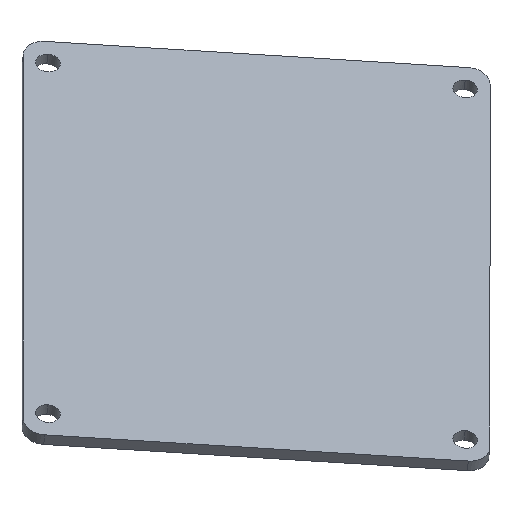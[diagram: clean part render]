
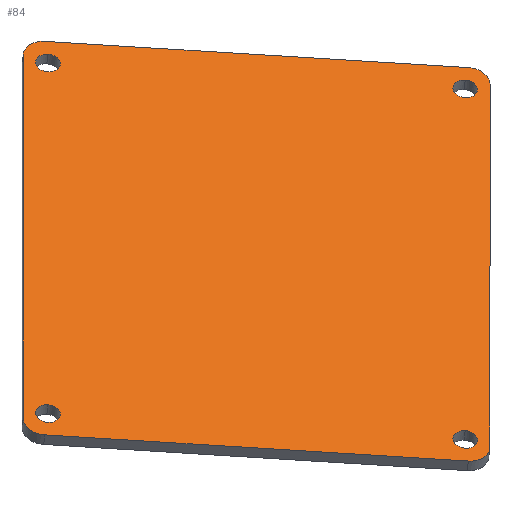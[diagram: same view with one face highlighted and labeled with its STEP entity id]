
A CAD part, left-side view. The second image highlights one B-rep face of the part: STEP entity #84.
In plain terms, the highlighted planar face has unit normal (-0.704, -0.087, 0.704).
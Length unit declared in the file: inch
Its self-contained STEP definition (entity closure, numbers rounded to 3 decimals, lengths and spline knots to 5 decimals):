
#1 = EDGE_CURVE ( 'NONE', #114, #76, #521, .T. ) ;
#12 = VERTEX_POINT ( 'NONE', #584 ) ;
#21 = EDGE_CURVE ( 'NONE', #61, #150, #548, .T. ) ;
#26 = VERTEX_POINT ( 'NONE', #378 ) ;
#27 = EDGE_CURVE ( 'NONE', #76, #114, #631, .T. ) ;
#34 = EDGE_LOOP ( 'NONE', ( #187, #188 ) ) ;
#35 = AXIS2_PLACEMENT_3D ( 'NONE', #230, #213, #232 ) ;
#41 = VERTEX_POINT ( 'NONE', #415 ) ;
#58 = CARTESIAN_POINT ( 'NONE',  ( 2.64576, 1.88045, -0.70818 ) ) ;
#61 = VERTEX_POINT ( 'NONE', #570 ) ;
#76 = VERTEX_POINT ( 'NONE', #623 ) ;
#84 = ADVANCED_FACE ( 'NONE', ( #491, #618, #622, #469, #468 ), #654, .T. ) ;
#99 = VERTEX_POINT ( 'NONE', #58 ) ;
#114 = VERTEX_POINT ( 'NONE', #133 ) ;
#133 = CARTESIAN_POINT ( 'NONE',  ( 1.03111, 1.88045, -2.32283 ) ) ;
#143 = EDGE_CURVE ( 'NONE', #12, #352, #366, .T. ) ;
#146 = AXIS2_PLACEMENT_3D ( 'NONE', #350, #351, #345 ) ;
#148 = CIRCLE ( 'NONE', #297, 0.1 ) ;
#149 = CIRCLE ( 'NONE', #466, 0.05709 ) ;
#150 = VERTEX_POINT ( 'NONE', #151 ) ;
#151 = CARTESIAN_POINT ( 'NONE',  ( 2.70494, 1.86612, -0.65077 ) ) ;
#155 = DIRECTION ( 'NONE',  ( -0.707, 0., -0.707 ) ) ;
#161 = CARTESIAN_POINT ( 'NONE',  ( 2.48651, 3.80224, -0.62965 ) ) ;
#167 = CARTESIAN_POINT ( 'NONE',  ( 0.83686, 3.91619, -2.2652 ) ) ;
#168 = DIRECTION ( 'NONE',  ( 0.704, 0.087, -0.704 ) ) ;
#169 = EDGE_CURVE ( 'NONE', #99, #233, #551, .T. ) ;
#181 = EDGE_LOOP ( 'NONE', ( #200, #205 ) ) ;
#182 = CARTESIAN_POINT ( 'NONE',  ( 2.6054, 1.88045, -0.74854 ) ) ;
#183 = ORIENTED_EDGE ( 'NONE', *, *, #27, .T. ) ;
#184 = DIRECTION ( 'NONE',  ( 0.704, 0.087, -0.704 ) ) ;
#186 = ORIENTED_EDGE ( 'NONE', *, *, #1, .T. ) ;
#187 = ORIENTED_EDGE ( 'NONE', *, *, #673, .T. ) ;
#188 = ORIENTED_EDGE ( 'NONE', *, *, #169, .T. ) ;
#191 = AXIS2_PLACEMENT_3D ( 'NONE', #308, #473, #353 ) ;
#192 = ORIENTED_EDGE ( 'NONE', *, *, #143, .T. ) ;
#193 = CIRCLE ( 'NONE', #512, 0.05709 ) ;
#194 = CARTESIAN_POINT ( 'NONE',  ( 0.83686, 3.91619, -2.2652 ) ) ;
#196 = DIRECTION ( 'NONE',  ( -0.707, 0., -0.707 ) ) ;
#197 = ORIENTED_EDGE ( 'NONE', *, *, #217, .T. ) ;
#199 = AXIS2_PLACEMENT_3D ( 'NONE', #396, #400, #401 ) ;
#200 = ORIENTED_EDGE ( 'NONE', *, *, #669, .T. ) ;
#205 = ORIENTED_EDGE ( 'NONE', *, *, #429, .T. ) ;
#208 = CARTESIAN_POINT ( 'NONE',  ( 2.56503, 1.88045, -0.78891 ) ) ;
#211 = ORIENTED_EDGE ( 'NONE', *, *, #621, .F. ) ;
#212 = ORIENTED_EDGE ( 'NONE', *, *, #509, .F. ) ;
#213 = DIRECTION ( 'NONE',  ( 0.704, 0.087, -0.704 ) ) ;
#216 = VERTEX_POINT ( 'NONE', #194 ) ;
#217 = EDGE_CURVE ( 'NONE', #352, #12, #418, .T. ) ;
#218 = CIRCLE ( 'NONE', #339, 0.1 ) ;
#224 = EDGE_LOOP ( 'NONE', ( #183, #186 ) ) ;
#227 = VECTOR ( 'NONE', #482, 39.37008 ) ;
#229 = LINE ( 'NONE', #474, #227 ) ;
#230 = CARTESIAN_POINT ( 'NONE',  ( 2.48651, 3.80224, -0.62965 ) ) ;
#232 = DIRECTION ( 'NONE',  ( -0.707, 0., -0.707 ) ) ;
#233 = VERTEX_POINT ( 'NONE', #208 ) ;
#234 = EDGE_LOOP ( 'NONE', ( #212, #211, #245, #251, #255, #256, #236, #243 ) ) ;
#236 = ORIENTED_EDGE ( 'NONE', *, *, #641, .F. ) ;
#243 = ORIENTED_EDGE ( 'NONE', *, *, #634, .F. ) ;
#244 = DIRECTION ( 'NONE',  ( 0.707, 0., 0.707 ) ) ;
#245 = ORIENTED_EDGE ( 'NONE', *, *, #604, .F. ) ;
#249 = EDGE_CURVE ( 'NONE', #216, #304, #406, .T. ) ;
#250 = CARTESIAN_POINT ( 'NONE',  ( 0.89298, 1.86612, -2.46273 ) ) ;
#251 = ORIENTED_EDGE ( 'NONE', *, *, #21, .F. ) ;
#252 = AXIS2_PLACEMENT_3D ( 'NONE', #391, #394, #398 ) ;
#255 = ORIENTED_EDGE ( 'NONE', *, *, #646, .F. ) ;
#256 = ORIENTED_EDGE ( 'NONE', *, *, #249, .F. ) ;
#265 = EDGE_LOOP ( 'NONE', ( #192, #197 ) ) ;
#273 = CARTESIAN_POINT ( 'NONE',  ( 0.83149, 3.80224, -2.28467 ) ) ;
#274 = VECTOR ( 'NONE', #419, 39.37008 ) ;
#286 = CARTESIAN_POINT ( 'NONE',  ( 2.52687, 3.80224, -0.58929 ) ) ;
#291 = VERTEX_POINT ( 'NONE', #250 ) ;
#297 = AXIS2_PLACEMENT_3D ( 'NONE', #459, #439, #447 ) ;
#298 = LINE ( 'NONE', #453, #274 ) ;
#304 = VERTEX_POINT ( 'NONE', #319 ) ;
#305 = CIRCLE ( 'NONE', #425, 0.1 ) ;
#307 = VERTEX_POINT ( 'NONE', #273 ) ;
#308 = CARTESIAN_POINT ( 'NONE',  ( 0.99075, 1.88045, -2.36319 ) ) ;
#311 = AXIS2_PLACEMENT_3D ( 'NONE', #656, #668, #670 ) ;
#319 = CARTESIAN_POINT ( 'NONE',  ( 2.5074, 3.91619, -0.59466 ) ) ;
#339 = AXIS2_PLACEMENT_3D ( 'NONE', #492, #506, #510 ) ;
#345 = DIRECTION ( 'NONE',  ( -0.707, 0., -0.707 ) ) ;
#350 = CARTESIAN_POINT ( 'NONE',  ( 0.87186, 3.80224, -2.2443 ) ) ;
#351 = DIRECTION ( 'NONE',  ( 0.704, 0.087, -0.704 ) ) ;
#352 = VERTEX_POINT ( 'NONE', #286 ) ;
#353 = DIRECTION ( 'NONE',  ( -0.707, 0., -0.707 ) ) ;
#358 = AXIS2_PLACEMENT_3D ( 'NONE', #182, #184, #196 ) ;
#364 = CARTESIAN_POINT ( 'NONE',  ( 2.58428, 3.81657, -0.53011 ) ) ;
#366 = CIRCLE ( 'NONE', #611, 0.05709 ) ;
#368 = DIRECTION ( 'NONE',  ( 0.062, -0.996, -0.062 ) ) ;
#378 = CARTESIAN_POINT ( 'NONE',  ( 0.91222, 3.80224, -2.20394 ) ) ;
#391 = CARTESIAN_POINT ( 'NONE',  ( 0.99075, 1.88045, -2.36319 ) ) ;
#394 = DIRECTION ( 'NONE',  ( 0.704, 0.087, -0.704 ) ) ;
#396 = CARTESIAN_POINT ( 'NONE',  ( 0.96369, 1.86612, -2.39202 ) ) ;
#398 = DIRECTION ( 'NONE',  ( -0.707, 0., -0.707 ) ) ;
#400 = DIRECTION ( 'NONE',  ( 0.704, 0.087, -0.704 ) ) ;
#401 = DIRECTION ( 'NONE',  ( 0.707, 0., 0.707 ) ) ;
#402 = VECTOR ( 'NONE', #244, 39.37008 ) ;
#406 = LINE ( 'NONE', #167, #402 ) ;
#411 = CIRCLE ( 'NONE', #146, 0.05709 ) ;
#413 = CARTESIAN_POINT ( 'NONE',  ( 0.77231, 3.81657, -2.34207 ) ) ;
#415 = CARTESIAN_POINT ( 'NONE',  ( 0.96985, 1.76651, -2.39819 ) ) ;
#418 = CIRCLE ( 'NONE', #35, 0.05709 ) ;
#419 = DIRECTION ( 'NONE',  ( -0.707, 0., -0.707 ) ) ;
#425 = AXIS2_PLACEMENT_3D ( 'NONE', #531, #518, #532 ) ;
#429 = EDGE_CURVE ( 'NONE', #26, #307, #411, .T. ) ;
#439 = DIRECTION ( 'NONE',  ( 0.704, 0.087, -0.704 ) ) ;
#447 = DIRECTION ( 'NONE',  ( 0.707, 0., 0.707 ) ) ;
#453 = CARTESIAN_POINT ( 'NONE',  ( 0.96985, 1.76651, -2.39819 ) ) ;
#459 = CARTESIAN_POINT ( 'NONE',  ( 2.63423, 1.86612, -0.72148 ) ) ;
#466 = AXIS2_PLACEMENT_3D ( 'NONE', #554, #542, #555 ) ;
#468 = FACE_OUTER_BOUND ( 'NONE', #234, .T. ) ;
#469 = FACE_BOUND ( 'NONE', #181, .T. ) ;
#473 = DIRECTION ( 'NONE',  ( 0.704, 0.087, -0.704 ) ) ;
#474 = CARTESIAN_POINT ( 'NONE',  ( 0.77231, 3.81657, -2.34207 ) ) ;
#482 = DIRECTION ( 'NONE',  ( -0.062, 0.996, 0.062 ) ) ;
#491 = FACE_BOUND ( 'NONE', #224, .T. ) ;
#492 = CARTESIAN_POINT ( 'NONE',  ( 0.84303, 3.81657, -2.27136 ) ) ;
#506 = DIRECTION ( 'NONE',  ( 0.704, 0.087, -0.704 ) ) ;
#509 = EDGE_CURVE ( 'NONE', #41, #291, #567, .T. ) ;
#510 = DIRECTION ( 'NONE',  ( 0.707, 0., 0.707 ) ) ;
#512 = AXIS2_PLACEMENT_3D ( 'NONE', #528, #560, #558 ) ;
#516 = VECTOR ( 'NONE', #368, 39.37008 ) ;
#518 = DIRECTION ( 'NONE',  ( 0.704, 0.087, -0.704 ) ) ;
#521 = CIRCLE ( 'NONE', #191, 0.05709 ) ;
#528 = CARTESIAN_POINT ( 'NONE',  ( 2.6054, 1.88045, -0.74854 ) ) ;
#531 = CARTESIAN_POINT ( 'NONE',  ( 2.51356, 3.81657, -0.60082 ) ) ;
#532 = DIRECTION ( 'NONE',  ( -0.707, 0., -0.707 ) ) ;
#542 = DIRECTION ( 'NONE',  ( 0.704, 0.087, -0.704 ) ) ;
#543 = CARTESIAN_POINT ( 'NONE',  ( 2.64039, 1.76651, -0.72765 ) ) ;
#548 = LINE ( 'NONE', #364, #516 ) ;
#551 = CIRCLE ( 'NONE', #358, 0.05709 ) ;
#554 = CARTESIAN_POINT ( 'NONE',  ( 0.87186, 3.80224, -2.2443 ) ) ;
#555 = DIRECTION ( 'NONE',  ( -0.707, 0., -0.707 ) ) ;
#558 = DIRECTION ( 'NONE',  ( -0.707, 0., -0.707 ) ) ;
#560 = DIRECTION ( 'NONE',  ( 0.704, 0.087, -0.704 ) ) ;
#567 = CIRCLE ( 'NONE', #199, 0.1 ) ;
#570 = CARTESIAN_POINT ( 'NONE',  ( 2.58428, 3.81657, -0.53011 ) ) ;
#584 = CARTESIAN_POINT ( 'NONE',  ( 2.44614, 3.80224, -0.67002 ) ) ;
#604 = EDGE_CURVE ( 'NONE', #150, #667, #148, .T. ) ;
#611 = AXIS2_PLACEMENT_3D ( 'NONE', #161, #168, #155 ) ;
#618 = FACE_BOUND ( 'NONE', #34, .T. ) ;
#621 = EDGE_CURVE ( 'NONE', #667, #41, #298, .T. ) ;
#622 = FACE_BOUND ( 'NONE', #265, .T. ) ;
#623 = CARTESIAN_POINT ( 'NONE',  ( 0.95038, 1.88045, -2.40356 ) ) ;
#627 = VERTEX_POINT ( 'NONE', #413 ) ;
#631 = CIRCLE ( 'NONE', #252, 0.05709 ) ;
#634 = EDGE_CURVE ( 'NONE', #291, #627, #229, .T. ) ;
#641 = EDGE_CURVE ( 'NONE', #627, #216, #218, .T. ) ;
#646 = EDGE_CURVE ( 'NONE', #304, #61, #305, .T. ) ;
#654 = PLANE ( 'NONE',  #311 ) ;
#656 = CARTESIAN_POINT ( 'NONE',  ( 0.96369, 1.86612, -2.39202 ) ) ;
#667 = VERTEX_POINT ( 'NONE', #543 ) ;
#668 = DIRECTION ( 'NONE',  ( -0.704, -0.087, 0.704 ) ) ;
#669 = EDGE_CURVE ( 'NONE', #307, #26, #149, .T. ) ;
#670 = DIRECTION ( 'NONE',  ( 0.707, 0., 0.707 ) ) ;
#673 = EDGE_CURVE ( 'NONE', #233, #99, #193, .T. ) ;
